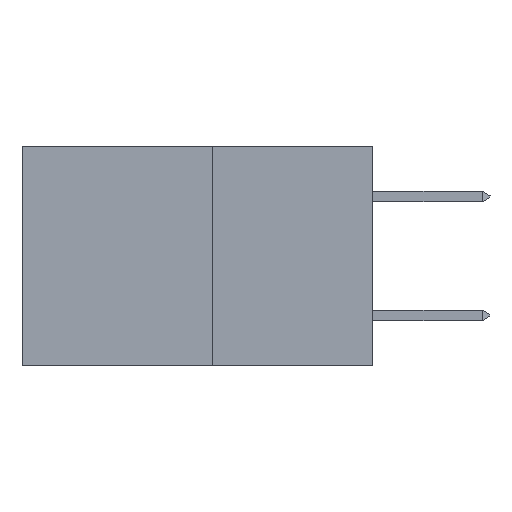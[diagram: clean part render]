
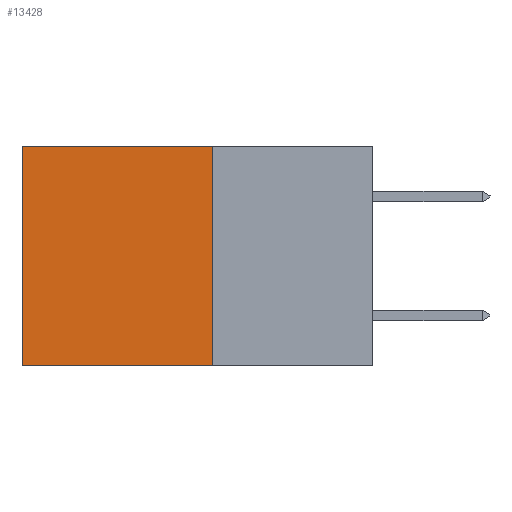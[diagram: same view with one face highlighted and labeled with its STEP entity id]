
A CAD part, left-side view. The second image highlights one B-rep face of the part: STEP entity #13428.
In plain terms, the highlighted planar face has unit normal (-1, 0, 0).
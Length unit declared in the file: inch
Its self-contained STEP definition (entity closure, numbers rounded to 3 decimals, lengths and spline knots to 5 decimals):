
#866 = ORIENTED_EDGE ( 'NONE', *, *, #15737, .T. ) ;
#902 = CARTESIAN_POINT ( 'NONE',  ( 0.277, 0.59, 0. ) ) ;
#934 = CARTESIAN_POINT ( 'NONE',  ( 0.277, 0.27, -0.37 ) ) ;
#1036 = DIRECTION ( 'NONE',  ( 0., 1., 0. ) ) ;
#1641 = DIRECTION ( 'NONE',  ( 0., 1., 0. ) ) ;
#1652 = AXIS2_PLACEMENT_3D ( 'NONE', #2511, #2452, #2414 ) ;
#1705 = VERTEX_POINT ( 'NONE', #6335 ) ;
#2304 = EDGE_CURVE ( 'NONE', #11025, #1705, #8535, .T. ) ;
#2414 = DIRECTION ( 'NONE',  ( 0., 0., -1. ) ) ;
#2452 = DIRECTION ( 'NONE',  ( 1., 0., 0. ) ) ;
#2511 = CARTESIAN_POINT ( 'NONE',  ( 0.277, 0.27, -0.37 ) ) ;
#2565 = CARTESIAN_POINT ( 'NONE',  ( 0.277, 0.27, 0. ) ) ;
#2574 = PLANE ( 'NONE',  #1652 ) ;
#3053 = ORIENTED_EDGE ( 'NONE', *, *, #10187, .F. ) ;
#3488 = VECTOR ( 'NONE', #1641, 39.37008 ) ;
#4807 = DIRECTION ( 'NONE',  ( 0., 0., -1. ) ) ;
#4857 = ORIENTED_EDGE ( 'NONE', *, *, #10148, .T. ) ;
#4886 = CARTESIAN_POINT ( 'NONE',  ( 0.277, 0.27, -0.37 ) ) ;
#5710 = VERTEX_POINT ( 'NONE', #7377 ) ;
#6335 = CARTESIAN_POINT ( 'NONE',  ( 0.277, 0.27, -0.37 ) ) ;
#6736 = ORIENTED_EDGE ( 'NONE', *, *, #2304, .F. ) ;
#7185 = VECTOR ( 'NONE', #1036, 39.37008 ) ;
#7208 = LINE ( 'NONE', #11399, #14203 ) ;
#7377 = CARTESIAN_POINT ( 'NONE',  ( 0.277, 0.59, -0.37 ) ) ;
#8535 = LINE ( 'NONE', #4886, #14246 ) ;
#8586 = DIRECTION ( 'NONE',  ( 0., 0., -1. ) ) ;
#9634 = CARTESIAN_POINT ( 'NONE',  ( 0.277, 0.27, 0. ) ) ;
#10148 = EDGE_CURVE ( 'NONE', #11025, #15971, #14624, .T. ) ;
#10187 = EDGE_CURVE ( 'NONE', #1705, #5710, #14184, .T. ) ;
#11025 = VERTEX_POINT ( 'NONE', #9634 ) ;
#11399 = CARTESIAN_POINT ( 'NONE',  ( 0.277, 0.59, -0.37 ) ) ;
#13428 = ADVANCED_FACE ( 'NONE', ( #16850 ), #2574, .F. ) ;
#14184 = LINE ( 'NONE', #934, #7185 ) ;
#14203 = VECTOR ( 'NONE', #8586, 39.37008 ) ;
#14246 = VECTOR ( 'NONE', #4807, 39.37008 ) ;
#14624 = LINE ( 'NONE', #2565, #3488 ) ;
#15737 = EDGE_CURVE ( 'NONE', #15971, #5710, #7208, .T. ) ;
#15971 = VERTEX_POINT ( 'NONE', #902 ) ;
#16850 = FACE_OUTER_BOUND ( 'NONE', #17496, .T. ) ;
#17496 = EDGE_LOOP ( 'NONE', ( #866, #3053, #6736, #4857 ) ) ;
